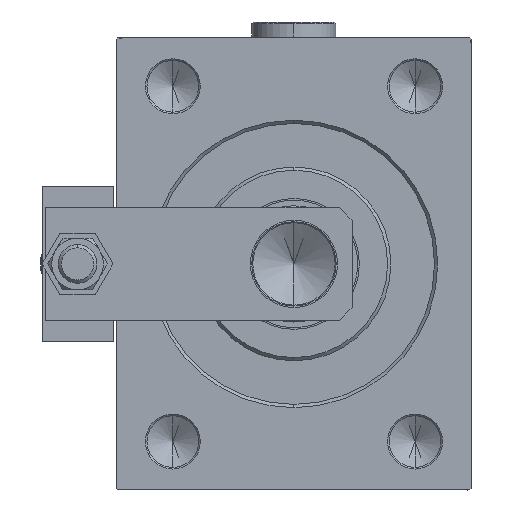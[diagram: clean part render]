
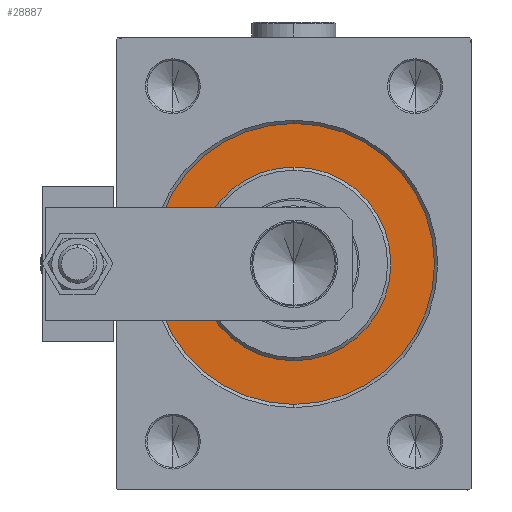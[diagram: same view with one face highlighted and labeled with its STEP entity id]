
A CAD part, left-side view. The second image highlights one B-rep face of the part: STEP entity #28887.
In plain terms, the highlighted face is planar.
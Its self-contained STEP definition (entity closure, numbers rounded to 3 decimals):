
#245 = CARTESIAN_POINT ( 'NONE',  ( 0., 0., 0. ) ) ;
#1949 = VERTEX_POINT ( 'NONE', #20738 ) ;
#2820 = DIRECTION ( 'NONE',  ( 0., 0., 1. ) ) ;
#8238 = EDGE_CURVE ( 'NONE', #36114, #1949, #27530, .T. ) ;
#8250 = CIRCLE ( 'NONE', #43895, 30. ) ;
#14112 = FACE_BOUND ( 'NONE', #32275, .T. ) ;
#14381 = AXIS2_PLACEMENT_3D ( 'NONE', #20676, #47972, #16510 ) ;
#15430 = DIRECTION ( 'NONE',  ( 0., 0., 1. ) ) ;
#16087 = DIRECTION ( 'NONE',  ( -1., 0., 0. ) ) ;
#16510 = DIRECTION ( 'NONE',  ( 0., 0., -1. ) ) ;
#18375 = CARTESIAN_POINT ( 'NONE',  ( 0., 0., -43.5 ) ) ;
#18555 = CARTESIAN_POINT ( 'NONE',  ( 0., 0., 0. ) ) ;
#19993 = PLANE ( 'NONE',  #50664 ) ;
#20676 = CARTESIAN_POINT ( 'NONE',  ( 0., 0., 0. ) ) ;
#20738 = CARTESIAN_POINT ( 'NONE',  ( 0., 0., 43.5 ) ) ;
#22968 = DIRECTION ( 'NONE',  ( 0., 0., -1. ) ) ;
#24095 = CIRCLE ( 'NONE', #30738, 43.5 ) ;
#24497 = ORIENTED_EDGE ( 'NONE', *, *, #33671, .F. ) ;
#26031 = CIRCLE ( 'NONE', #14381, 30. ) ;
#26584 = EDGE_CURVE ( 'NONE', #38117, #50152, #8250, .T. ) ;
#27530 = CIRCLE ( 'NONE', #33339, 43.5 ) ;
#28887 = ADVANCED_FACE ( 'NONE', ( #14112, #44774 ), #19993, .F. ) ;
#29851 = CARTESIAN_POINT ( 'NONE',  ( 0., 0., 0. ) ) ;
#30738 = AXIS2_PLACEMENT_3D ( 'NONE', #29851, #49865, #2820 ) ;
#31581 = ORIENTED_EDGE ( 'NONE', *, *, #26584, .F. ) ;
#31785 = CARTESIAN_POINT ( 'NONE',  ( 0., 0., 0. ) ) ;
#31938 = DIRECTION ( 'NONE',  ( 0., 0., 1. ) ) ;
#32208 = CARTESIAN_POINT ( 'NONE',  ( 0., 0., -30. ) ) ;
#32275 = EDGE_LOOP ( 'NONE', ( #31581, #35259 ) ) ;
#32956 = EDGE_LOOP ( 'NONE', ( #45642, #24497 ) ) ;
#33339 = AXIS2_PLACEMENT_3D ( 'NONE', #31785, #43737, #15430 ) ;
#33671 = EDGE_CURVE ( 'NONE', #1949, #36114, #24095, .T. ) ;
#35259 = ORIENTED_EDGE ( 'NONE', *, *, #49068, .F. ) ;
#36114 = VERTEX_POINT ( 'NONE', #18375 ) ;
#38117 = VERTEX_POINT ( 'NONE', #44163 ) ;
#43737 = DIRECTION ( 'NONE',  ( -1., 0., 0. ) ) ;
#43895 = AXIS2_PLACEMENT_3D ( 'NONE', #18555, #49999, #22968 ) ;
#44163 = CARTESIAN_POINT ( 'NONE',  ( 0., 0., 30. ) ) ;
#44774 = FACE_OUTER_BOUND ( 'NONE', #32956, .T. ) ;
#45642 = ORIENTED_EDGE ( 'NONE', *, *, #8238, .F. ) ;
#47972 = DIRECTION ( 'NONE',  ( 1., 0., 0. ) ) ;
#49068 = EDGE_CURVE ( 'NONE', #50152, #38117, #26031, .T. ) ;
#49865 = DIRECTION ( 'NONE',  ( -1., 0., 0. ) ) ;
#49999 = DIRECTION ( 'NONE',  ( 1., 0., 0. ) ) ;
#50152 = VERTEX_POINT ( 'NONE', #32208 ) ;
#50664 = AXIS2_PLACEMENT_3D ( 'NONE', #245, #16087, #31938 ) ;
